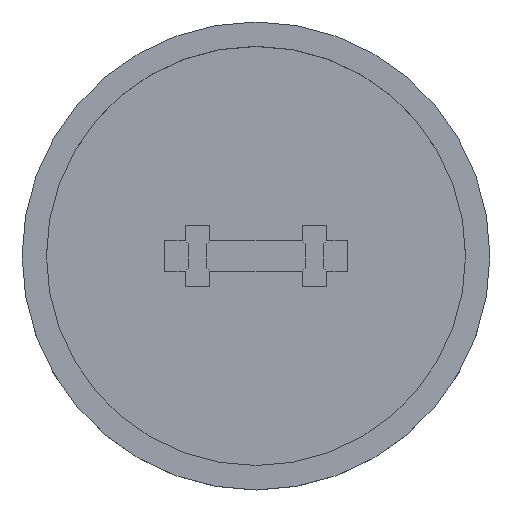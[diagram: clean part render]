
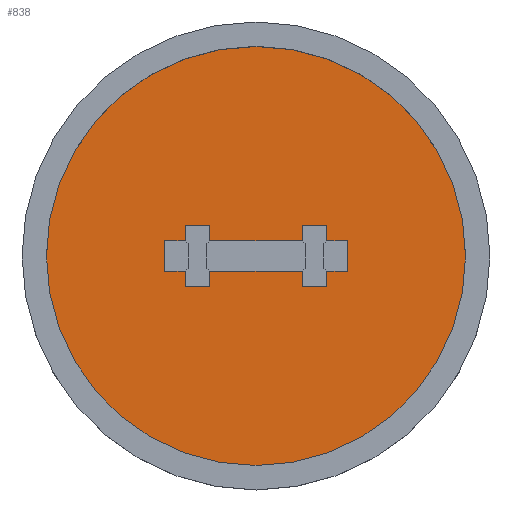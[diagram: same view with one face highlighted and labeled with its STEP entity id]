
A CAD part, top view. The second image highlights one B-rep face of the part: STEP entity #838.
In plain terms, the highlighted planar face has unit normal (0, 0, 1).
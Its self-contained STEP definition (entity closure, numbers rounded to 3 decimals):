
#15=FACE_BOUND('',#365,.T.);
#18=LINE('',#1138,#126);
#32=LINE('',#1167,#140);
#36=LINE('',#1174,#144);
#39=LINE('',#1180,#147);
#42=LINE('',#1186,#150);
#45=LINE('',#1192,#153);
#58=LINE('',#1218,#166);
#61=LINE('',#1225,#169);
#65=LINE('',#1233,#173);
#78=LINE('',#1260,#186);
#82=LINE('',#1267,#190);
#85=LINE('',#1273,#193);
#98=LINE('',#1300,#206);
#102=LINE('',#1306,#210);
#104=LINE('',#1311,#212);
#107=LINE('',#1317,#215);
#110=LINE('',#1322,#218);
#112=LINE('',#1326,#220);
#114=LINE('',#1329,#222);
#116=LINE('',#1334,#224);
#119=LINE('',#1340,#227);
#122=LINE('',#1345,#230);
#126=VECTOR('',#928,10.);
#140=VECTOR('',#950,10.);
#144=VECTOR('',#956,10.);
#147=VECTOR('',#961,10.);
#150=VECTOR('',#966,10.);
#153=VECTOR('',#971,10.);
#166=VECTOR('',#992,10.);
#169=VECTOR('',#999,10.);
#173=VECTOR('',#1005,10.);
#186=VECTOR('',#1026,10.);
#190=VECTOR('',#1032,10.);
#193=VECTOR('',#1037,10.);
#206=VECTOR('',#1058,10.);
#210=VECTOR('',#1064,10.);
#212=VECTOR('',#1070,10.);
#215=VECTOR('',#1075,10.);
#218=VECTOR('',#1080,10.);
#220=VECTOR('',#1086,10.);
#222=VECTOR('',#1090,10.);
#224=VECTOR('',#1096,10.);
#227=VECTOR('',#1101,10.);
#230=VECTOR('',#1106,10.);
#275=PLANE('',#902);
#319=FACE_OUTER_BOUND('',#364,.T.);
#364=EDGE_LOOP('',(#766));
#365=EDGE_LOOP('',(#767,#768,#769,#770,#771,#772,#773,#774,#775,#776,#777,
#778,#779,#780,#781,#782,#783,#784,#785,#786,#787,#788));
#374=CIRCLE('',#903,10.213);
#380=VERTEX_POINT('',#1136);
#381=VERTEX_POINT('',#1137);
#391=VERTEX_POINT('',#1165);
#392=VERTEX_POINT('',#1166);
#394=VERTEX_POINT('',#1173);
#396=VERTEX_POINT('',#1179);
#398=VERTEX_POINT('',#1185);
#400=VERTEX_POINT('',#1191);
#409=VERTEX_POINT('',#1217);
#410=VERTEX_POINT('',#1223);
#411=VERTEX_POINT('',#1224);
#414=VERTEX_POINT('',#1232);
#423=VERTEX_POINT('',#1258);
#424=VERTEX_POINT('',#1259);
#426=VERTEX_POINT('',#1266);
#428=VERTEX_POINT('',#1272);
#437=VERTEX_POINT('',#1298);
#438=VERTEX_POINT('',#1299);
#440=VERTEX_POINT('',#1310);
#442=VERTEX_POINT('',#1316);
#444=VERTEX_POINT('',#1333);
#446=VERTEX_POINT('',#1339);
#448=VERTEX_POINT('',#1349);
#456=EDGE_CURVE('',#380,#381,#18,.T.);
#470=EDGE_CURVE('',#391,#392,#32,.T.);
#474=EDGE_CURVE('',#394,#391,#36,.T.);
#477=EDGE_CURVE('',#381,#396,#39,.T.);
#480=EDGE_CURVE('',#396,#398,#42,.T.);
#483=EDGE_CURVE('',#398,#400,#45,.T.);
#496=EDGE_CURVE('',#409,#394,#58,.T.);
#499=EDGE_CURVE('',#410,#411,#61,.T.);
#503=EDGE_CURVE('',#414,#410,#65,.T.);
#516=EDGE_CURVE('',#423,#424,#78,.T.);
#520=EDGE_CURVE('',#411,#426,#82,.T.);
#523=EDGE_CURVE('',#426,#428,#85,.T.);
#536=EDGE_CURVE('',#437,#438,#98,.T.);
#540=EDGE_CURVE('',#438,#423,#102,.T.);
#542=EDGE_CURVE('',#392,#440,#104,.T.);
#545=EDGE_CURVE('',#440,#442,#107,.T.);
#548=EDGE_CURVE('',#442,#380,#110,.T.);
#550=EDGE_CURVE('',#424,#409,#112,.T.);
#552=EDGE_CURVE('',#400,#414,#114,.T.);
#554=EDGE_CURVE('',#444,#437,#116,.T.);
#557=EDGE_CURVE('',#428,#446,#119,.T.);
#560=EDGE_CURVE('',#446,#444,#122,.T.);
#562=EDGE_CURVE('',#448,#448,#374,.T.);
#766=ORIENTED_EDGE('',*,*,#562,.T.);
#767=ORIENTED_EDGE('',*,*,#536,.T.);
#768=ORIENTED_EDGE('',*,*,#540,.T.);
#769=ORIENTED_EDGE('',*,*,#516,.T.);
#770=ORIENTED_EDGE('',*,*,#550,.T.);
#771=ORIENTED_EDGE('',*,*,#496,.T.);
#772=ORIENTED_EDGE('',*,*,#474,.T.);
#773=ORIENTED_EDGE('',*,*,#470,.T.);
#774=ORIENTED_EDGE('',*,*,#542,.T.);
#775=ORIENTED_EDGE('',*,*,#545,.T.);
#776=ORIENTED_EDGE('',*,*,#548,.T.);
#777=ORIENTED_EDGE('',*,*,#456,.T.);
#778=ORIENTED_EDGE('',*,*,#477,.T.);
#779=ORIENTED_EDGE('',*,*,#480,.T.);
#780=ORIENTED_EDGE('',*,*,#483,.T.);
#781=ORIENTED_EDGE('',*,*,#552,.T.);
#782=ORIENTED_EDGE('',*,*,#503,.T.);
#783=ORIENTED_EDGE('',*,*,#499,.T.);
#784=ORIENTED_EDGE('',*,*,#520,.T.);
#785=ORIENTED_EDGE('',*,*,#523,.T.);
#786=ORIENTED_EDGE('',*,*,#557,.T.);
#787=ORIENTED_EDGE('',*,*,#560,.T.);
#788=ORIENTED_EDGE('',*,*,#554,.T.);
#838=ADVANCED_FACE('',(#319,#15),#275,.T.);
#902=AXIS2_PLACEMENT_3D('',#1348,#1110,#1111);
#903=AXIS2_PLACEMENT_3D('',#1350,#1112,#1113);
#928=DIRECTION('',(0.,-1.,0.));
#950=DIRECTION('',(0.,-1.,0.));
#956=DIRECTION('',(1.,0.,0.));
#961=DIRECTION('',(-1.,0.,0.));
#966=DIRECTION('',(-1.,0.,0.));
#971=DIRECTION('',(0.,1.,0.));
#992=DIRECTION('',(0.,1.,0.));
#999=DIRECTION('',(-1.,0.,0.));
#1005=DIRECTION('',(0.,-1.,0.));
#1026=DIRECTION('',(0.,-1.,0.));
#1032=DIRECTION('',(-1.,0.,0.));
#1037=DIRECTION('',(0.,1.,0.));
#1058=DIRECTION('',(0.,1.,0.));
#1064=DIRECTION('',(1.,0.,0.));
#1070=DIRECTION('',(1.,0.,0.));
#1075=DIRECTION('',(0.,-1.,0.));
#1080=DIRECTION('',(-1.,0.,0.));
#1086=DIRECTION('',(1.,0.,0.));
#1090=DIRECTION('',(-1.,0.,0.));
#1096=DIRECTION('',(1.,0.,0.));
#1101=DIRECTION('',(-1.,0.,0.));
#1106=DIRECTION('',(0.,1.,0.));
#1110=DIRECTION('center_axis',(0.,0.,1.));
#1111=DIRECTION('ref_axis',(1.,0.,0.));
#1112=DIRECTION('center_axis',(0.,0.,1.));
#1113=DIRECTION('ref_axis',(1.,0.,0.));
#1136=CARTESIAN_POINT('',(3.45,-0.75,1.));
#1137=CARTESIAN_POINT('',(3.45,-1.5,1.));
#1138=CARTESIAN_POINT('',(3.45,-0.75,1.));
#1165=CARTESIAN_POINT('',(3.45,1.5,1.));
#1166=CARTESIAN_POINT('',(3.45,0.75,1.));
#1167=CARTESIAN_POINT('',(3.45,0.375,1.));
#1173=CARTESIAN_POINT('',(2.25,1.5,1.));
#1174=CARTESIAN_POINT('',(1.725,1.5,1.));
#1179=CARTESIAN_POINT('',(2.85,-1.5,1.));
#1180=CARTESIAN_POINT('',(1.425,-1.5,1.));
#1185=CARTESIAN_POINT('',(2.25,-1.5,1.));
#1186=CARTESIAN_POINT('',(1.125,-1.5,1.));
#1191=CARTESIAN_POINT('',(2.25,-0.75,1.));
#1192=CARTESIAN_POINT('',(2.25,-0.375,1.));
#1217=CARTESIAN_POINT('',(2.25,0.75,1.));
#1218=CARTESIAN_POINT('',(2.25,0.75,1.));
#1223=CARTESIAN_POINT('',(-2.25,-1.5,1.));
#1224=CARTESIAN_POINT('',(-2.85,-1.5,1.));
#1225=CARTESIAN_POINT('',(-1.425,-1.5,1.));
#1232=CARTESIAN_POINT('',(-2.25,-0.75,1.));
#1233=CARTESIAN_POINT('',(-2.25,-0.75,1.));
#1258=CARTESIAN_POINT('',(-2.25,1.5,1.));
#1259=CARTESIAN_POINT('',(-2.25,0.75,1.));
#1260=CARTESIAN_POINT('',(-2.25,0.375,1.));
#1266=CARTESIAN_POINT('',(-3.45,-1.5,1.));
#1267=CARTESIAN_POINT('',(-1.725,-1.5,1.));
#1272=CARTESIAN_POINT('',(-3.45,-0.75,1.));
#1273=CARTESIAN_POINT('',(-3.45,-0.375,1.));
#1298=CARTESIAN_POINT('',(-3.45,0.75,1.));
#1299=CARTESIAN_POINT('',(-3.45,1.5,1.));
#1300=CARTESIAN_POINT('',(-3.45,0.75,1.));
#1306=CARTESIAN_POINT('',(-1.125,1.5,1.));
#1310=CARTESIAN_POINT('',(4.45,0.75,1.));
#1311=CARTESIAN_POINT('',(2.225,0.75,1.));
#1316=CARTESIAN_POINT('',(4.45,-0.75,1.));
#1317=CARTESIAN_POINT('',(4.45,-0.375,1.));
#1322=CARTESIAN_POINT('',(1.725,-0.75,1.));
#1326=CARTESIAN_POINT('',(1.125,0.75,1.));
#1329=CARTESIAN_POINT('',(-1.125,-0.75,1.));
#1333=CARTESIAN_POINT('',(-4.45,0.75,1.));
#1334=CARTESIAN_POINT('',(-1.725,0.75,1.));
#1339=CARTESIAN_POINT('',(-4.45,-0.75,1.));
#1340=CARTESIAN_POINT('',(-2.225,-0.75,1.));
#1345=CARTESIAN_POINT('',(-4.45,0.375,1.));
#1348=CARTESIAN_POINT('Origin',(0.,0.,1.));
#1349=CARTESIAN_POINT('',(-10.213,0.,1.));
#1350=CARTESIAN_POINT('Origin',(0.,0.,1.));
